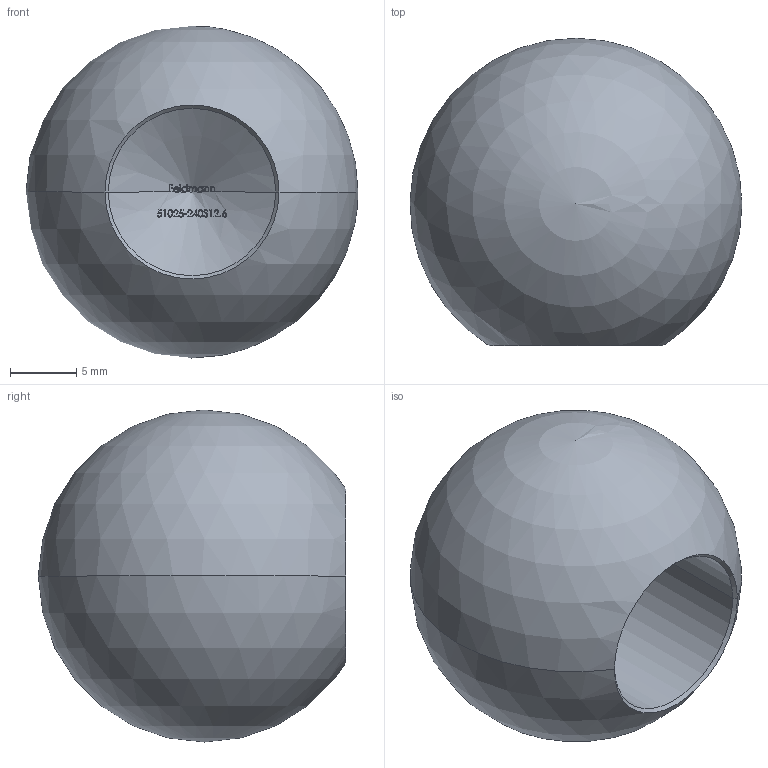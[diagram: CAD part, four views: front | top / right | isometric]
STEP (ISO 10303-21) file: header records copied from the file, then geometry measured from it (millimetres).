
FILE_DESCRIPTION (( 'STEP AP203' ), '1' );
FILE_NAME ('51025-240S12.6.step', '2019-03-29T09:42:08', ( '' ), ( '' ), 'SwSTEP 2.0', 'SolidWorks 2015', '' );
FILE_SCHEMA (( 'CONFIG_CONTROL_DESIGN' ));
Length unit declared in the file: millimetre
Products named in the file (1): 51025-240S12.6
Bounding box: 25 x 23.15 x 25 mm (x, y, z)
Volume: 6086.3 mm3; surface area: 2547.2 mm2
Topology: 1 solids, 1 shells, 290 faces, 782 edges, 511 vertices
Faces by surface type: bspline 128, plane 118, cone 40, cylinder 2, sphere 2
Entity records: 14472 total; most frequent: CARTESIAN_POINT 8490, ORIENTED_EDGE 1550, EDGE_CURVE 775, DIRECTION 631, VERTEX_POINT 508, B_SPLINE_CURVE_WITH_KNOTS 478, EDGE_LOOP 311, FACE_OUTER_BOUND 290
